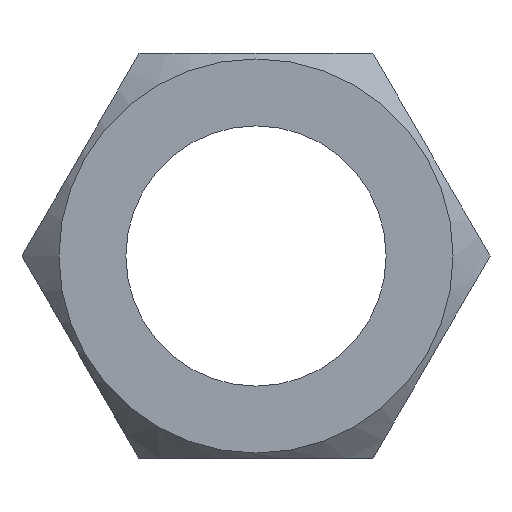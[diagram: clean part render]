
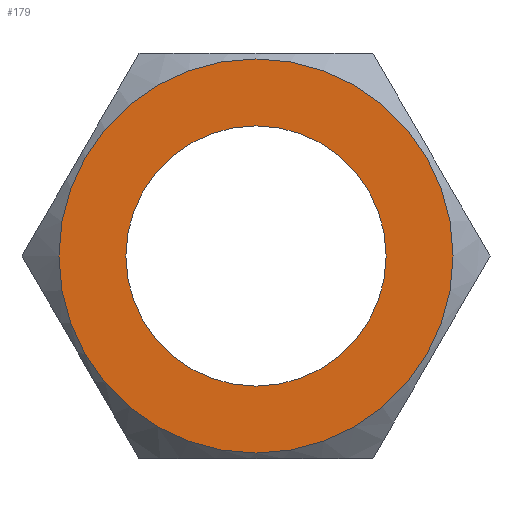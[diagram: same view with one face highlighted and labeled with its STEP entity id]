
A CAD part, front view. The second image highlights one B-rep face of the part: STEP entity #179.
In plain terms, the highlighted planar face has unit normal (0, -1, 0).
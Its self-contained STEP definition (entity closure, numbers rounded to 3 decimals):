
#41=FACE_BOUND('',#58,.T.);
#46=FACE_OUTER_BOUND('',#57,.T.);
#57=EDGE_LOOP('',(#115));
#58=EDGE_LOOP('',(#116));
#73=CIRCLE('',#193,2.65);
#74=CIRCLE('',#194,1.75);
#77=VERTEX_POINT('',#247);
#78=VERTEX_POINT('',#249);
#93=EDGE_CURVE('',#77,#77,#73,.T.);
#94=EDGE_CURVE('',#78,#78,#74,.T.);
#115=ORIENTED_EDGE('',*,*,#93,.F.);
#116=ORIENTED_EDGE('',*,*,#94,.T.);
#159=PLANE('',#192);
#179=ADVANCED_FACE('',(#46,#41),#159,.F.);
#192=AXIS2_PLACEMENT_3D('',#246,#209,#210);
#193=AXIS2_PLACEMENT_3D('',#248,#211,#212);
#194=AXIS2_PLACEMENT_3D('',#250,#213,#214);
#209=DIRECTION('center_axis',(0.,1.,0.));
#210=DIRECTION('ref_axis',(0.,0.,1.));
#211=DIRECTION('center_axis',(0.,1.,0.));
#212=DIRECTION('ref_axis',(1.,0.,0.));
#213=DIRECTION('center_axis',(0.,1.,0.));
#214=DIRECTION('ref_axis',(1.,0.,0.));
#246=CARTESIAN_POINT('Origin',(0.,-1.155,0.));
#247=CARTESIAN_POINT('',(-2.65,-1.155,0.));
#248=CARTESIAN_POINT('Origin',(0.,-1.155,0.));
#249=CARTESIAN_POINT('',(1.75,-1.155,0.));
#250=CARTESIAN_POINT('Origin',(0.,-1.155,0.));
